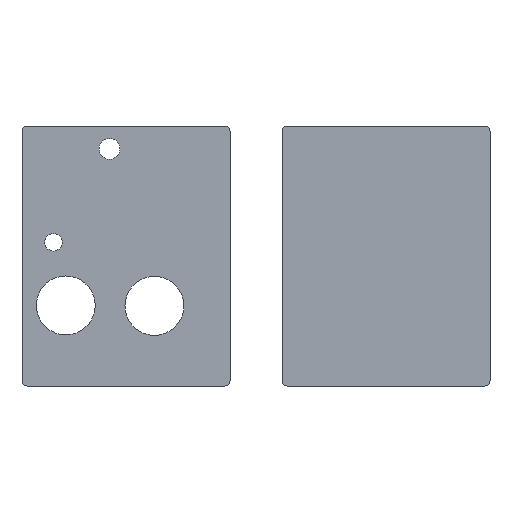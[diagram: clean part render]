
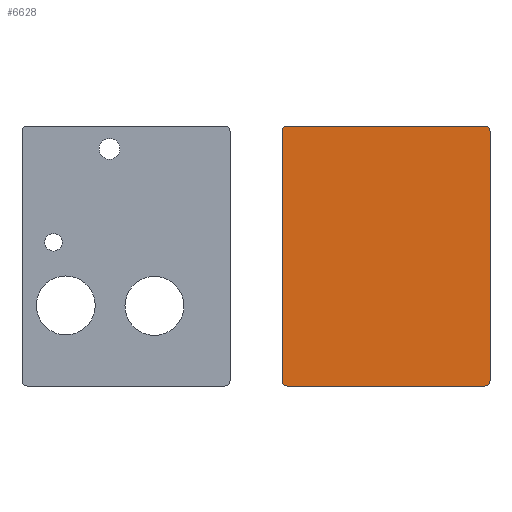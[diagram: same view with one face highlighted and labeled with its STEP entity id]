
A CAD part, front view. The second image highlights one B-rep face of the part: STEP entity #6628.
In plain terms, the highlighted planar face has unit normal (0, -1, 0).
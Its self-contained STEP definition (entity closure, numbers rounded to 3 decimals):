
#648=PLANE('',#7019);
#801=FACE_OUTER_BOUND('',#1175,.T.);
#1175=EDGE_LOOP('',(#4543,#4544,#4545,#4546,#4547,#4548,#4549,#4550));
#1584=LINE('',#8309,#2171);
#1587=LINE('',#8315,#2174);
#1588=LINE('',#8319,#2175);
#1589=LINE('',#8323,#2176);
#2171=VECTOR('',#7258,10.);
#2174=VECTOR('',#7263,10.);
#2175=VECTOR('',#7266,10.);
#2176=VECTOR('',#7269,10.);
#2757=CIRCLE('',#7017,1.5);
#2758=CIRCLE('',#7020,1.5);
#2759=CIRCLE('',#7021,1.5);
#2760=CIRCLE('',#7022,1.5);
#2812=VERTEX_POINT('',#8302);
#2813=VERTEX_POINT('',#8304);
#2814=VERTEX_POINT('',#8308);
#2816=VERTEX_POINT('',#8314);
#2817=VERTEX_POINT('',#8316);
#2818=VERTEX_POINT('',#8318);
#2819=VERTEX_POINT('',#8320);
#2820=VERTEX_POINT('',#8322);
#3502=EDGE_CURVE('',#2812,#2813,#2757,.T.);
#3504=EDGE_CURVE('',#2813,#2814,#1584,.T.);
#3507=EDGE_CURVE('',#2816,#2812,#1587,.T.);
#3508=EDGE_CURVE('',#2817,#2816,#2758,.T.);
#3509=EDGE_CURVE('',#2818,#2817,#1588,.T.);
#3510=EDGE_CURVE('',#2819,#2818,#2759,.T.);
#3511=EDGE_CURVE('',#2820,#2819,#1589,.T.);
#3512=EDGE_CURVE('',#2814,#2820,#2760,.T.);
#4543=ORIENTED_EDGE('',*,*,#3502,.F.);
#4544=ORIENTED_EDGE('',*,*,#3507,.F.);
#4545=ORIENTED_EDGE('',*,*,#3508,.F.);
#4546=ORIENTED_EDGE('',*,*,#3509,.F.);
#4547=ORIENTED_EDGE('',*,*,#3510,.F.);
#4548=ORIENTED_EDGE('',*,*,#3511,.F.);
#4549=ORIENTED_EDGE('',*,*,#3512,.F.);
#4550=ORIENTED_EDGE('',*,*,#3504,.F.);
#6628=ADVANCED_FACE('',(#801),#648,.F.);
#7017=AXIS2_PLACEMENT_3D('',#8305,#7253,#7254);
#7019=AXIS2_PLACEMENT_3D('',#8313,#7261,#7262);
#7020=AXIS2_PLACEMENT_3D('',#8317,#7264,#7265);
#7021=AXIS2_PLACEMENT_3D('',#8321,#7267,#7268);
#7022=AXIS2_PLACEMENT_3D('',#8324,#7270,#7271);
#7253=DIRECTION('center_axis',(0.,1.,0.));
#7254=DIRECTION('ref_axis',(0.707,0.,-0.707));
#7258=DIRECTION('',(-1.,0.,0.));
#7261=DIRECTION('center_axis',(0.,1.,0.));
#7262=DIRECTION('ref_axis',(1.,0.,0.));
#7263=DIRECTION('',(0.,0.,-1.));
#7264=DIRECTION('center_axis',(0.,1.,0.));
#7265=DIRECTION('ref_axis',(0.707,0.,0.707));
#7266=DIRECTION('',(1.,0.,0.));
#7267=DIRECTION('center_axis',(0.,1.,0.));
#7268=DIRECTION('ref_axis',(-0.707,0.,0.707));
#7269=DIRECTION('',(0.,0.,1.));
#7270=DIRECTION('center_axis',(0.,1.,0.));
#7271=DIRECTION('ref_axis',(-0.707,0.,-0.707));
#8302=CARTESIAN_POINT('',(60.,0.,-73.5));
#8304=CARTESIAN_POINT('',(58.5,0.,-75.));
#8305=CARTESIAN_POINT('Origin',(58.5,0.,-73.5));
#8308=CARTESIAN_POINT('',(1.5,0.,-75.));
#8309=CARTESIAN_POINT('',(60.,0.,-75.));
#8313=CARTESIAN_POINT('Origin',(30.,0.,-37.5));
#8314=CARTESIAN_POINT('',(60.,0.,-1.5));
#8315=CARTESIAN_POINT('',(60.,0.,0.));
#8316=CARTESIAN_POINT('',(58.5,0.,0.));
#8317=CARTESIAN_POINT('Origin',(58.5,0.,-1.5));
#8318=CARTESIAN_POINT('',(1.5,0.,0.));
#8319=CARTESIAN_POINT('',(0.,0.,0.));
#8320=CARTESIAN_POINT('',(0.,0.,-1.5));
#8321=CARTESIAN_POINT('Origin',(1.5,0.,-1.5));
#8322=CARTESIAN_POINT('',(0.,0.,-73.5));
#8323=CARTESIAN_POINT('',(0.,0.,-75.));
#8324=CARTESIAN_POINT('Origin',(1.5,0.,-73.5));
